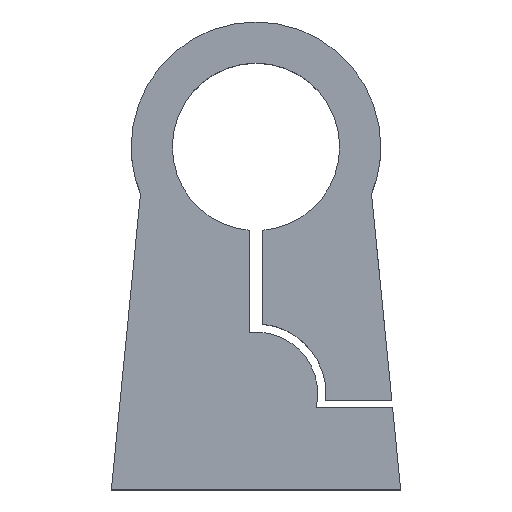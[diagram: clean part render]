
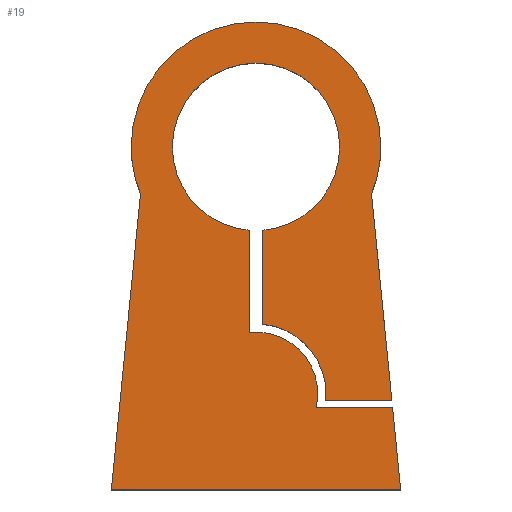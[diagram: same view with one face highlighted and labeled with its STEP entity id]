
A CAD part, top view. The second image highlights one B-rep face of the part: STEP entity #19.
In plain terms, the highlighted planar face has unit normal (0, 0, 1).
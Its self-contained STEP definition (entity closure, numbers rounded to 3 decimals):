
#4 = ORIENTED_EDGE ( 'NONE', *, *, #1102, .F. ) ;
#12 = VERTEX_POINT ( 'NONE', #1006 ) ;
#19 = ADVANCED_FACE ( 'NONE', ( #995 ), #218, .F. ) ;
#21 = VERTEX_POINT ( 'NONE', #841 ) ;
#22 = CARTESIAN_POINT ( 'NONE',  ( 0., 0., 3.5 ) ) ;
#25 = DIRECTION ( 'NONE',  ( 1., 0., 0. ) ) ;
#39 = DIRECTION ( 'NONE',  ( 0., 1., 0. ) ) ;
#46 = VERTEX_POINT ( 'NONE', #1089 ) ;
#94 = CIRCLE ( 'NONE', #736, 9.1 ) ;
#96 = DIRECTION ( 'NONE',  ( -1., 0., 0. ) ) ;
#100 = VECTOR ( 'NONE', #39, 1000. ) ;
#111 = DIRECTION ( 'NONE',  ( 1., 0., 0. ) ) ;
#120 = LINE ( 'NONE', #468, #296 ) ;
#121 = CARTESIAN_POINT ( 'NONE',  ( 5.1, -18., 3.5 ) ) ;
#124 = CARTESIAN_POINT ( 'NONE',  ( -0.5, -6.079, 3.5 ) ) ;
#129 = EDGE_CURVE ( 'NONE', #924, #636, #883, .T. ) ;
#142 = CARTESIAN_POINT ( 'NONE',  ( 8.424, -3.441, 3.5 ) ) ;
#143 = DIRECTION ( 'NONE',  ( 0., 0., -1. ) ) ;
#152 = ORIENTED_EDGE ( 'NONE', *, *, #451, .T. ) ;
#167 = CIRCLE ( 'NONE', #1103, 4.5 ) ;
#174 = CARTESIAN_POINT ( 'NONE',  ( -8.424, -3.441, 3.5 ) ) ;
#179 = ORIENTED_EDGE ( 'NONE', *, *, #926, .F. ) ;
#185 = LINE ( 'NONE', #454, #650 ) ;
#187 = EDGE_CURVE ( 'NONE', #461, #46, #475, .T. ) ;
#188 = CARTESIAN_POINT ( 'NONE',  ( 4., -18.5, 3.5 ) ) ;
#191 = EDGE_LOOP ( 'NONE', ( #721, #152, #538, #969, #1044, #918, #913, #179, #896, #1025, #978, #4, #267, #1120, #507, #857, #1048 ) ) ;
#194 = DIRECTION ( 'NONE',  ( 1., 0., 0. ) ) ;
#196 = CARTESIAN_POINT ( 'NONE',  ( 0., -18., 3.5 ) ) ;
#218 = PLANE ( 'NONE',  #820 ) ;
#227 = VECTOR ( 'NONE', #194, 1000. ) ;
#229 = CARTESIAN_POINT ( 'NONE',  ( 4., -19., 3.5 ) ) ;
#246 = VERTEX_POINT ( 'NONE', #869 ) ;
#262 = CIRCLE ( 'NONE', #755, 9.1 ) ;
#267 = ORIENTED_EDGE ( 'NONE', *, *, #379, .F. ) ;
#269 = VERTEX_POINT ( 'NONE', #174 ) ;
#270 = DIRECTION ( 'NONE',  ( 0., 0., 1. ) ) ;
#280 = VECTOR ( 'NONE', #1085, 1000. ) ;
#296 = VECTOR ( 'NONE', #725, 1000. ) ;
#330 = CARTESIAN_POINT ( 'NONE',  ( 10.543, -25., 3.5 ) ) ;
#338 = DIRECTION ( 'NONE',  ( 1., 0., 0. ) ) ;
#340 = EDGE_CURVE ( 'NONE', #46, #982, #951, .T. ) ;
#345 = DIRECTION ( 'NONE',  ( 1., 0., 0. ) ) ;
#354 = DIRECTION ( 'NONE',  ( -1., 0., 0. ) ) ;
#373 = LINE ( 'NONE', #473, #813 ) ;
#379 = EDGE_CURVE ( 'NONE', #615, #801, #710, .T. ) ;
#396 = VERTEX_POINT ( 'NONE', #456 ) ;
#407 = EDGE_CURVE ( 'NONE', #545, #21, #740, .T. ) ;
#408 = DIRECTION ( 'NONE',  ( -0.098, 0.995, 0. ) ) ;
#417 = CARTESIAN_POINT ( 'NONE',  ( -13., -50., 3.5 ) ) ;
#429 = VERTEX_POINT ( 'NONE', #121 ) ;
#430 = CARTESIAN_POINT ( 'NONE',  ( 6.1, 0., 3.5 ) ) ;
#451 = EDGE_CURVE ( 'NONE', #246, #714, #469, .T. ) ;
#454 = CARTESIAN_POINT ( 'NONE',  ( 13., -50., 3.5 ) ) ;
#456 = CARTESIAN_POINT ( 'NONE',  ( 4.387, -19., 3.5 ) ) ;
#461 = VERTEX_POINT ( 'NONE', #1059 ) ;
#462 = CARTESIAN_POINT ( 'NONE',  ( 5.075, -18.5, 3.5 ) ) ;
#463 = EDGE_CURVE ( 'NONE', #396, #785, #167, .T. ) ;
#468 = CARTESIAN_POINT ( 'NONE',  ( -0.5, 0., 3.5 ) ) ;
#469 = LINE ( 'NONE', #553, #227 ) ;
#473 = CARTESIAN_POINT ( 'NONE',  ( 13., -50., 3.5 ) ) ;
#475 = LINE ( 'NONE', #823, #100 ) ;
#485 = LINE ( 'NONE', #229, #280 ) ;
#494 = DIRECTION ( 'NONE',  ( -1., 0., 0. ) ) ;
#498 = EDGE_CURVE ( 'NONE', #615, #545, #373, .T. ) ;
#499 = AXIS2_PLACEMENT_3D ( 'NONE', #645, #984, #881 ) ;
#507 = ORIENTED_EDGE ( 'NONE', *, *, #407, .T. ) ;
#529 = EDGE_CURVE ( 'NONE', #396, #1046, #485, .T. ) ;
#538 = ORIENTED_EDGE ( 'NONE', *, *, #794, .T. ) ;
#545 = VERTEX_POINT ( 'NONE', #142 ) ;
#549 = DIRECTION ( 'NONE',  ( 0., 0., 1. ) ) ;
#553 = CARTESIAN_POINT ( 'NONE',  ( 0., -25., 3.5 ) ) ;
#580 = CARTESIAN_POINT ( 'NONE',  ( 0., 0., 3.5 ) ) ;
#615 = VERTEX_POINT ( 'NONE', #652 ) ;
#624 = DIRECTION ( 'NONE',  ( 0., 0., 1. ) ) ;
#633 = AXIS2_PLACEMENT_3D ( 'NONE', #646, #270, #980 ) ;
#635 = AXIS2_PLACEMENT_3D ( 'NONE', #747, #907, #658 ) ;
#636 = VERTEX_POINT ( 'NONE', #124 ) ;
#645 = CARTESIAN_POINT ( 'NONE',  ( 0., 0., 3.5 ) ) ;
#646 = CARTESIAN_POINT ( 'NONE',  ( 0., 0., 3.5 ) ) ;
#650 = VECTOR ( 'NONE', #786, 1000. ) ;
#652 = CARTESIAN_POINT ( 'NONE',  ( 9.904, -18.5, 3.5 ) ) ;
#658 = DIRECTION ( 'NONE',  ( 1., 0., 0. ) ) ;
#693 = EDGE_CURVE ( 'NONE', #269, #246, #858, .T. ) ;
#699 = CIRCLE ( 'NONE', #499, 6.1 ) ;
#710 = LINE ( 'NONE', #188, #861 ) ;
#714 = VERTEX_POINT ( 'NONE', #330 ) ;
#721 = ORIENTED_EDGE ( 'NONE', *, *, #693, .T. ) ;
#725 = DIRECTION ( 'NONE',  ( 0., -1., 0. ) ) ;
#736 = AXIS2_PLACEMENT_3D ( 'NONE', #22, #895, #96 ) ;
#740 = CIRCLE ( 'NONE', #633, 9.1 ) ;
#747 = CARTESIAN_POINT ( 'NONE',  ( 0., 0., 3.5 ) ) ;
#755 = AXIS2_PLACEMENT_3D ( 'NONE', #1045, #624, #354 ) ;
#771 = DIRECTION ( 'NONE',  ( 0., 0., 1. ) ) ;
#785 = VERTEX_POINT ( 'NONE', #964 ) ;
#786 = DIRECTION ( 'NONE',  ( -0.098, 0.995, 0. ) ) ;
#789 = AXIS2_PLACEMENT_3D ( 'NONE', #855, #771, #338 ) ;
#793 = DIRECTION ( 'NONE',  ( 0., 0., 1. ) ) ;
#794 = EDGE_CURVE ( 'NONE', #714, #1046, #185, .T. ) ;
#801 = VERTEX_POINT ( 'NONE', #462 ) ;
#813 = VECTOR ( 'NONE', #408, 1000. ) ;
#820 = AXIS2_PLACEMENT_3D ( 'NONE', #580, #143, #494 ) ;
#823 = CARTESIAN_POINT ( 'NONE',  ( 0.5, 0., 3.5 ) ) ;
#841 = CARTESIAN_POINT ( 'NONE',  ( 9.1, 0., 3.5 ) ) ;
#855 = CARTESIAN_POINT ( 'NONE',  ( 0., 0., 3.5 ) ) ;
#856 = AXIS2_PLACEMENT_3D ( 'NONE', #1036, #891, #111 ) ;
#857 = ORIENTED_EDGE ( 'NONE', *, *, #877, .T. ) ;
#858 = LINE ( 'NONE', #417, #966 ) ;
#861 = VECTOR ( 'NONE', #1053, 1000. ) ;
#869 = CARTESIAN_POINT ( 'NONE',  ( -10.543, -25., 3.5 ) ) ;
#877 = EDGE_CURVE ( 'NONE', #21, #12, #262, .T. ) ;
#881 = DIRECTION ( 'NONE',  ( 1., 0., 0. ) ) ;
#883 = CIRCLE ( 'NONE', #635, 6.1 ) ;
#891 = DIRECTION ( 'NONE',  ( 0., 0., 1. ) ) ;
#892 = EDGE_CURVE ( 'NONE', #12, #269, #94, .T. ) ;
#895 = DIRECTION ( 'NONE',  ( 0., 0., 1. ) ) ;
#896 = ORIENTED_EDGE ( 'NONE', *, *, #340, .F. ) ;
#898 = CARTESIAN_POINT ( 'NONE',  ( 0., -18., 3.5 ) ) ;
#907 = DIRECTION ( 'NONE',  ( 0., 0., 1. ) ) ;
#913 = ORIENTED_EDGE ( 'NONE', *, *, #129, .F. ) ;
#918 = ORIENTED_EDGE ( 'NONE', *, *, #962, .F. ) ;
#924 = VERTEX_POINT ( 'NONE', #958 ) ;
#926 = EDGE_CURVE ( 'NONE', #982, #924, #699, .T. ) ;
#929 = AXIS2_PLACEMENT_3D ( 'NONE', #196, #549, #345 ) ;
#946 = CIRCLE ( 'NONE', #929, 5.1 ) ;
#948 = DIRECTION ( 'NONE',  ( -0.098, -0.995, 0. ) ) ;
#951 = CIRCLE ( 'NONE', #789, 6.1 ) ;
#958 = CARTESIAN_POINT ( 'NONE',  ( -6.1, 0., 3.5 ) ) ;
#962 = EDGE_CURVE ( 'NONE', #636, #785, #120, .T. ) ;
#964 = CARTESIAN_POINT ( 'NONE',  ( -0.5, -13.528, 3.5 ) ) ;
#966 = VECTOR ( 'NONE', #948, 1000. ) ;
#969 = ORIENTED_EDGE ( 'NONE', *, *, #529, .F. ) ;
#978 = ORIENTED_EDGE ( 'NONE', *, *, #1081, .F. ) ;
#980 = DIRECTION ( 'NONE',  ( -1., 0., 0. ) ) ;
#982 = VERTEX_POINT ( 'NONE', #430 ) ;
#984 = DIRECTION ( 'NONE',  ( 0., 0., 1. ) ) ;
#987 = CARTESIAN_POINT ( 'NONE',  ( 9.953, -19., 3.5 ) ) ;
#995 = FACE_OUTER_BOUND ( 'NONE', #191, .T. ) ;
#1006 = CARTESIAN_POINT ( 'NONE',  ( -9.1, 0., 3.5 ) ) ;
#1017 = CIRCLE ( 'NONE', #856, 5.1 ) ;
#1025 = ORIENTED_EDGE ( 'NONE', *, *, #187, .F. ) ;
#1036 = CARTESIAN_POINT ( 'NONE',  ( 0., -18., 3.5 ) ) ;
#1044 = ORIENTED_EDGE ( 'NONE', *, *, #463, .T. ) ;
#1045 = CARTESIAN_POINT ( 'NONE',  ( 0., 0., 3.5 ) ) ;
#1046 = VERTEX_POINT ( 'NONE', #987 ) ;
#1048 = ORIENTED_EDGE ( 'NONE', *, *, #892, .T. ) ;
#1053 = DIRECTION ( 'NONE',  ( -1., 0., 0. ) ) ;
#1059 = CARTESIAN_POINT ( 'NONE',  ( 0.5, -12.925, 3.5 ) ) ;
#1081 = EDGE_CURVE ( 'NONE', #429, #461, #946, .T. ) ;
#1085 = DIRECTION ( 'NONE',  ( 1., 0., 0. ) ) ;
#1089 = CARTESIAN_POINT ( 'NONE',  ( 0.5, -6.079, 3.5 ) ) ;
#1102 = EDGE_CURVE ( 'NONE', #801, #429, #1017, .T. ) ;
#1103 = AXIS2_PLACEMENT_3D ( 'NONE', #898, #793, #25 ) ;
#1120 = ORIENTED_EDGE ( 'NONE', *, *, #498, .T. ) ;
